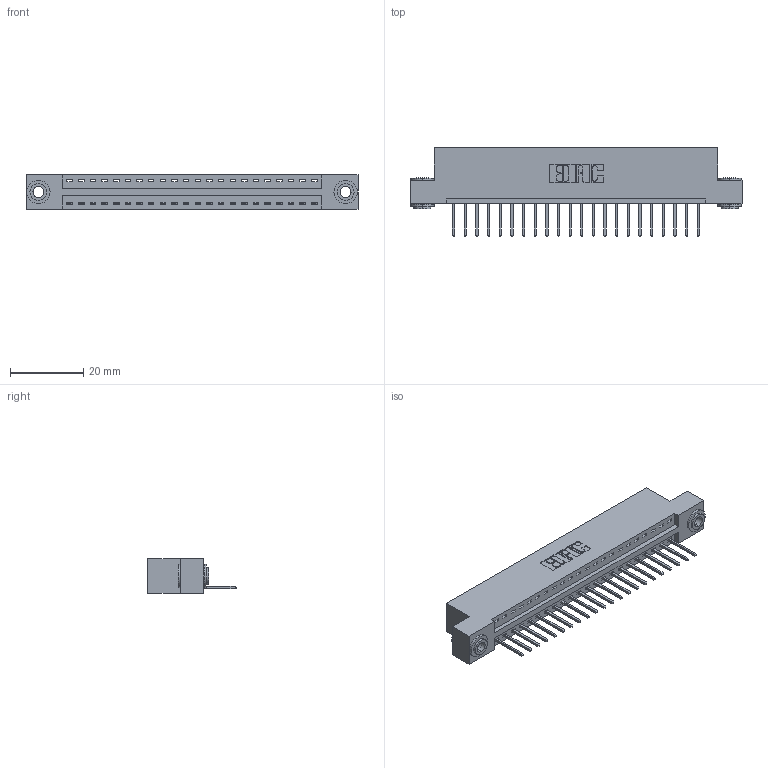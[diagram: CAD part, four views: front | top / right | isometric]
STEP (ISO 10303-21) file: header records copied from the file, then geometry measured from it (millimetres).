
FILE_DESCRIPTION (( 'STEP AP203' ), '1' );
FILE_NAME ('346-022-526-103.STEP', '2022-05-05T19:32:46', ( '' ), ( '' ), 'SwSTEP 2.0', 'SolidWorks 2020', '' );
FILE_SCHEMA (( 'CONFIG_CONTROL_DESIGN' ));
Length unit declared in the file: inch
Products named in the file (4): 345-292-001_345-293-126; 346-022-526-103; 345-250-002_345-250-002-102; 346 Part_Flush Mounting Lugs - 0.156 Dia-TH
Assembly tree (25 placements, depth 2):
  346-022-526-103
    346 Part_Flush Mounting Lugs - 0.156 Dia-TH
    345-292-001_345-293-126  x22
    345-250-002_345-250-002-102  x2
Bounding box: 90.42 x 24.13 x 9.4 mm (x, y, z)
Volume: 8501.6 mm3; surface area: 10640.1 mm2
Topology: 25 solids, 25 shells, 1450 faces, 4313 edges, 2842 vertices
Faces by surface type: plane 980, cylinder 462, cone 8
Entity records: 17430 total; most frequent: CARTESIAN_POINT 2975, ORIENTED_EDGE 2922, DIRECTION 2679, EDGE_CURVE 1461, LINE 1217, VECTOR 1217, VERTEX_POINT 970, AXIS2_PLACEMENT_3D 731
